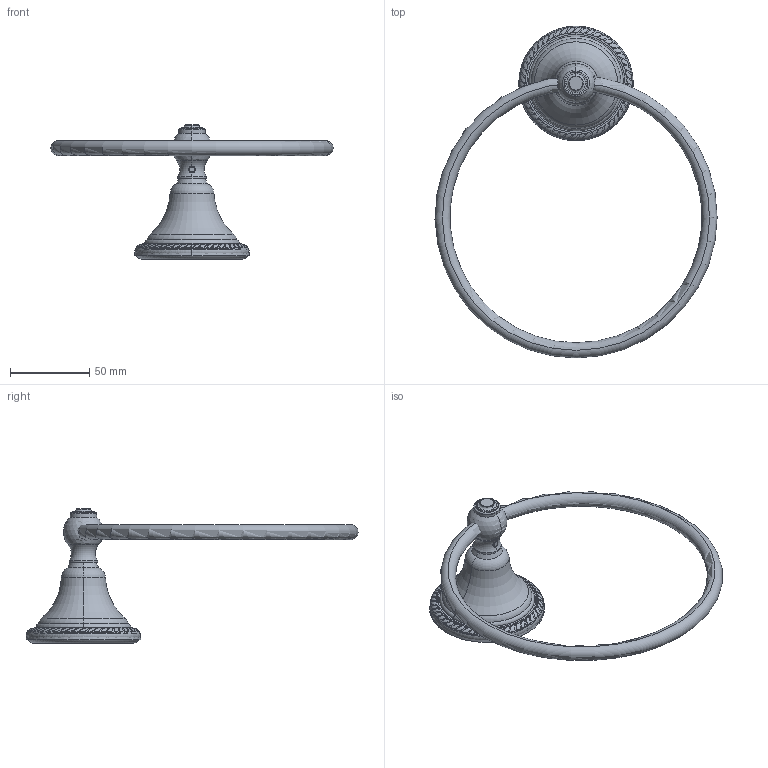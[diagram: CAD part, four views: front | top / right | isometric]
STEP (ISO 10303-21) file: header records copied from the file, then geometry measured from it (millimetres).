
FILE_DESCRIPTION((''),'2;1');
FILE_NAME('15-09_WEB','2010-07-13T',('rathishkumar'),(''),'PRO/ENGINEER BY PARAMETRIC TECHNOLOGY CORPORATION, 2009300','PRO/ENGINEER BY PARAMETRIC TECHNOLOGY CORPORATION, 2009300','');
FILE_SCHEMA(('CONFIG_CONTROL_DESIGN'));
Length unit declared in the file: inch
Products named in the file (1): 15-09_WEB
Bounding box: 177.77 x 209.11 x 84.56 mm (x, y, z)
Surface area: 354887.2 mm2 (no closed solid volume)
Topology: 0 solids, 0 shells, 391 faces, 1829 edges, 1765 vertices
Faces by surface type: bspline 317, torus 72, sphere 2
Entity records: 39088 total; most frequent: CARTESIAN_POINT 26212, DEFINITIONAL_REPRESENTATION 1699, PCURVE 1699, COMPOSITE_CURVE_SEGMENT 1699, B_SPLINE_CURVE_WITH_KNOTS 1554, DIRECTION 1411, TRIMMED_CURVE 1173, VECTOR 1083
